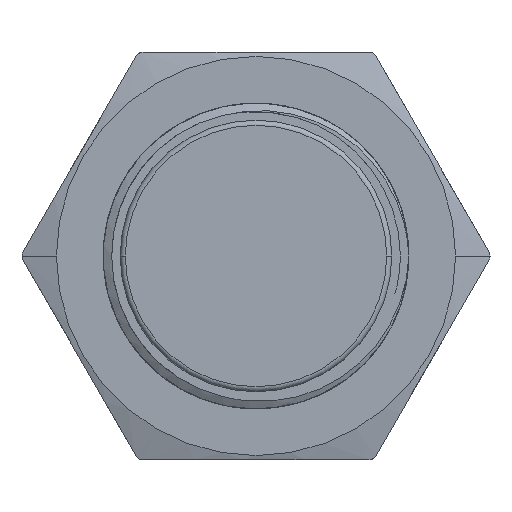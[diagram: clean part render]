
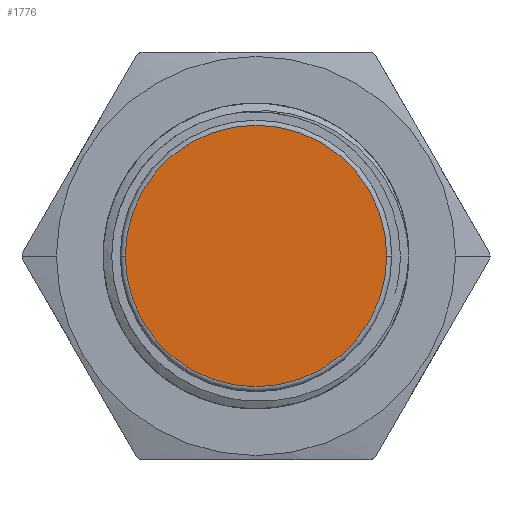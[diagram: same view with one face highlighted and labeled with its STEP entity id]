
A CAD part, front view. The second image highlights one B-rep face of the part: STEP entity #1776.
In plain terms, the highlighted planar face has unit normal (0, -1, 0).
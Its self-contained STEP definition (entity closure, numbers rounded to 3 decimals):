
#717=CIRCLE('',#17437,7.7);
#718=CIRCLE('',#17439,7.7);
#1776=ADVANCED_FACE('',(#3192),#2367,.T.);
#2367=PLANE('',#17440);
#3192=FACE_OUTER_BOUND('',#4096,.T.);
#4096=EDGE_LOOP('',(#9438,#9439));
#9438=ORIENTED_EDGE('',*,*,#14623,.T.);
#9439=ORIENTED_EDGE('',*,*,#14622,.T.);
#12380=VERTEX_POINT('',#48862);
#12381=VERTEX_POINT('',#48864);
#14622=EDGE_CURVE('',#12380,#12381,#717,.T.);
#14623=EDGE_CURVE('',#12381,#12380,#718,.T.);
#17437=AXIS2_PLACEMENT_3D('',#48865,#20200,#20201);
#17439=AXIS2_PLACEMENT_3D('',#48867,#20204,#20205);
#17440=AXIS2_PLACEMENT_3D('',#48868,#20206,#20207);
#20200=DIRECTION('',(0.,-1.,0.));
#20201=DIRECTION('',(1.,0.,0.));
#20204=DIRECTION('',(0.,-1.,0.));
#20205=DIRECTION('',(-1.,0.,0.));
#20206=DIRECTION('',(0.,-1.,0.));
#20207=DIRECTION('',(0.,0.,1.));
#48862=CARTESIAN_POINT('',(7.7,-17.,0.));
#48864=CARTESIAN_POINT('',(-7.7,-17.,0.));
#48865=CARTESIAN_POINT('',(0.,-17.,0.));
#48867=CARTESIAN_POINT('',(0.,-17.,0.));
#48868=CARTESIAN_POINT('',(0.,-17.,0.));
